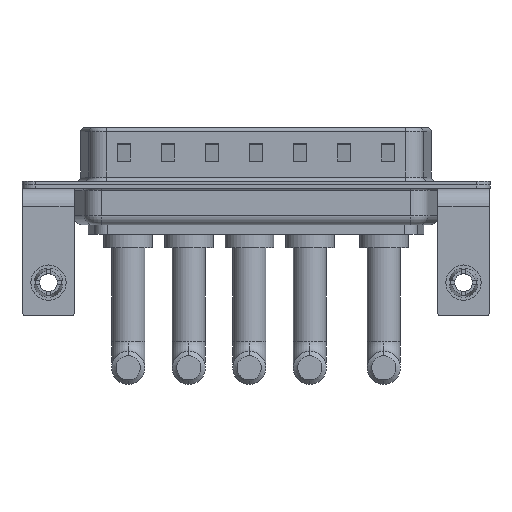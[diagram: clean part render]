
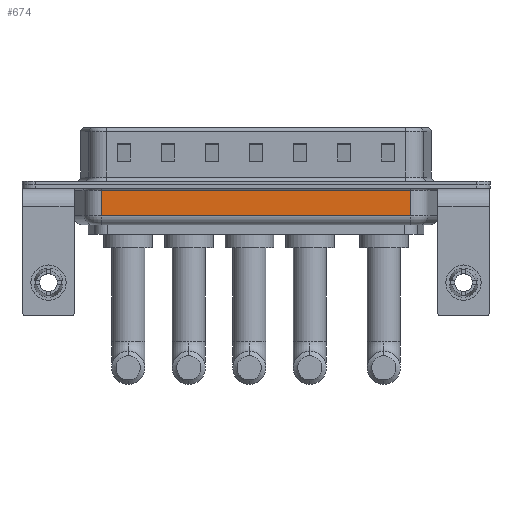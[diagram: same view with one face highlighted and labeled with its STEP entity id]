
A CAD part, front view. The second image highlights one B-rep face of the part: STEP entity #674.
In plain terms, the highlighted planar face has unit normal (0, -1, 0).
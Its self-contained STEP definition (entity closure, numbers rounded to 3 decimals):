
#146 = FACE_OUTER_BOUND ( 'NONE', #14601, .T. ) ;
#151 = CARTESIAN_POINT ( 'NONE',  ( 6.006, -5.35, -0.65 ) ) ;
#390 = LINE ( 'NONE', #5563, #6542 ) ;
#674 = ADVANCED_FACE ( 'NONE', ( #146 ), #3874, .F. ) ;
#1099 = LINE ( 'NONE', #2351, #2215 ) ;
#1342 = DIRECTION ( 'NONE',  ( 0., 1., 0. ) ) ;
#1581 = VERTEX_POINT ( 'NONE', #4218 ) ;
#2215 = VECTOR ( 'NONE', #2525, 1000. ) ;
#2271 = EDGE_CURVE ( 'NONE', #5933, #8577, #1099, .T. ) ;
#2351 = CARTESIAN_POINT ( 'NONE',  ( 6.006, -5.35, -3.5 ) ) ;
#2399 = EDGE_CURVE ( 'NONE', #14770, #1581, #8132, .T. ) ;
#2525 = DIRECTION ( 'NONE',  ( 1., 0., 0. ) ) ;
#2722 = ORIENTED_EDGE ( 'NONE', *, *, #3398, .F. ) ;
#3398 = EDGE_CURVE ( 'NONE', #5933, #1581, #390, .T. ) ;
#3874 = PLANE ( 'NONE',  #8286 ) ;
#4218 = CARTESIAN_POINT ( 'NONE',  ( 6.006, -5.35, -0.65 ) ) ;
#4907 = CARTESIAN_POINT ( 'NONE',  ( 6.006, -5.35, -3.5 ) ) ;
#5124 = VECTOR ( 'NONE', #11925, 1000. ) ;
#5563 = CARTESIAN_POINT ( 'NONE',  ( 6.006, -5.35, -4.5 ) ) ;
#5933 = VERTEX_POINT ( 'NONE', #4907 ) ;
#6012 = CARTESIAN_POINT ( 'NONE',  ( 41.044, -5.35, -3.5 ) ) ;
#6512 = DIRECTION ( 'NONE',  ( 0., 0., 1. ) ) ;
#6522 = EDGE_CURVE ( 'NONE', #8577, #14770, #10503, .T. ) ;
#6542 = VECTOR ( 'NONE', #9235, 1000. ) ;
#7782 = ORIENTED_EDGE ( 'NONE', *, *, #2271, .T. ) ;
#8132 = LINE ( 'NONE', #151, #14680 ) ;
#8286 = AXIS2_PLACEMENT_3D ( 'NONE', #9068, #1342, #6512 ) ;
#8577 = VERTEX_POINT ( 'NONE', #6012 ) ;
#8661 = CARTESIAN_POINT ( 'NONE',  ( 41.044, -5.35, -0.65 ) ) ;
#9068 = CARTESIAN_POINT ( 'NONE',  ( 6.006, -5.35, -4.5 ) ) ;
#9235 = DIRECTION ( 'NONE',  ( 0., 0., 1. ) ) ;
#10503 = LINE ( 'NONE', #14399, #5124 ) ;
#10570 = ORIENTED_EDGE ( 'NONE', *, *, #6522, .T. ) ;
#11104 = ORIENTED_EDGE ( 'NONE', *, *, #2399, .T. ) ;
#11925 = DIRECTION ( 'NONE',  ( 0., 0., 1. ) ) ;
#14400 = DIRECTION ( 'NONE',  ( -1., 0., 0. ) ) ;
#14399 = CARTESIAN_POINT ( 'NONE',  ( 41.044, -5.35, -4.5 ) ) ;
#14601 = EDGE_LOOP ( 'NONE', ( #2722, #7782, #10570, #11104 ) ) ;
#14680 = VECTOR ( 'NONE', #14400, 1000. ) ;
#14770 = VERTEX_POINT ( 'NONE', #8661 ) ;
